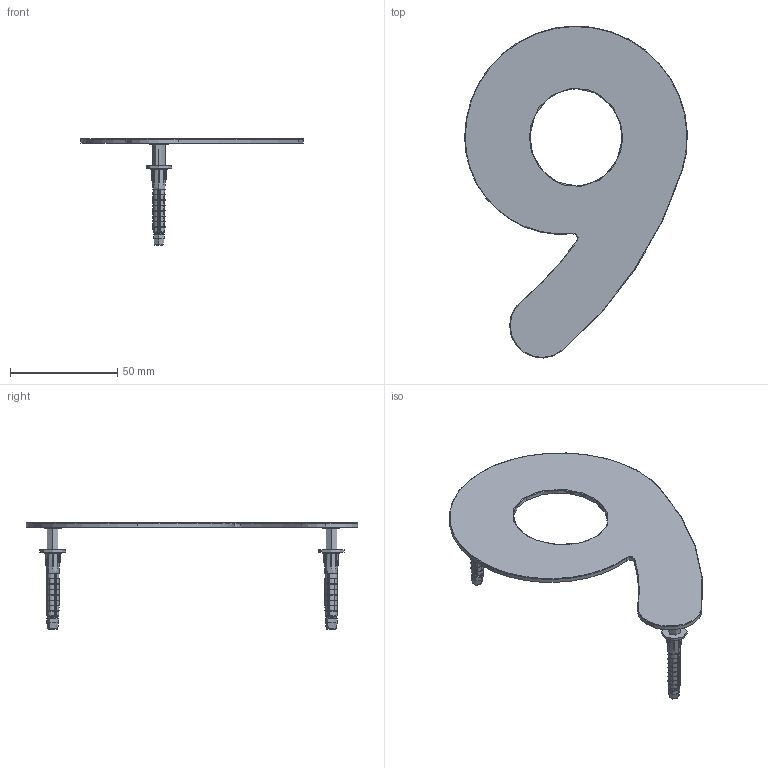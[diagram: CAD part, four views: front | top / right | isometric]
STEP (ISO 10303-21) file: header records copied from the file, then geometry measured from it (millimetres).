
FILE_DESCRIPTION (( 'STEP AP203' ), '1' );
FILE_NAME ('040-HN-9.step', '2021-04-23T09:17:13', ( '' ), ( '' ), 'SwSTEP 2.0', 'SolidWorks 2018', '' );
FILE_SCHEMA (( 'CONFIG_CONTROL_DESIGN' ));
Length unit declared in the file: millimetre
Products named in the file (13): 040-HN-X Teil3; 040-HN-X Teil1; 040-HN-9; 040-HN-X Teil4_040-HN-X Teil4; 040-HN-X Teil3_040-HN-X Teil3; 040-HN-X Teil2_040-HN-X Teil2; 040-HN-X Teil2; 040-HN-X Teil4; 040-HN-X Teil1_040-HN-9 Teil1
Assembly tree (9 placements, depth 2):
  040-HN-X Teil3
  040-HN-X Teil1
  040-HN-9
    040-HN-X Teil2
    040-HN-X Teil2
  040-HN-X Teil3
  040-HN-9
    040-HN-X Teil1_040-HN-9 Teil1
    040-HN-X Teil2_040-HN-X Teil2  x2
    040-HN-X Teil3_040-HN-X Teil3  x2
    040-HN-X Teil4_040-HN-X Teil4  x2
Bounding box: 103.96 x 154.97 x 49.6 mm (x, y, z)
Volume: 20217.6 mm3; surface area: 23064.6 mm2
Topology: 7 solids, 7 shells, 1552 faces, 4058 edges, 2515 vertices
Faces by surface type: cylinder 385, plane 355, torus 293, bspline 259, cone 212, sphere 48
Entity records: 39430 total; most frequent: CARTESIAN_POINT 17821, ORIENTED_EDGE 4624, DIRECTION 3773, EDGE_CURVE 2312, AXIS2_PLACEMENT_3D 1471, VERTEX_POINT 1452, EDGE_LOOP 938, FACE_OUTER_BOUND 897
